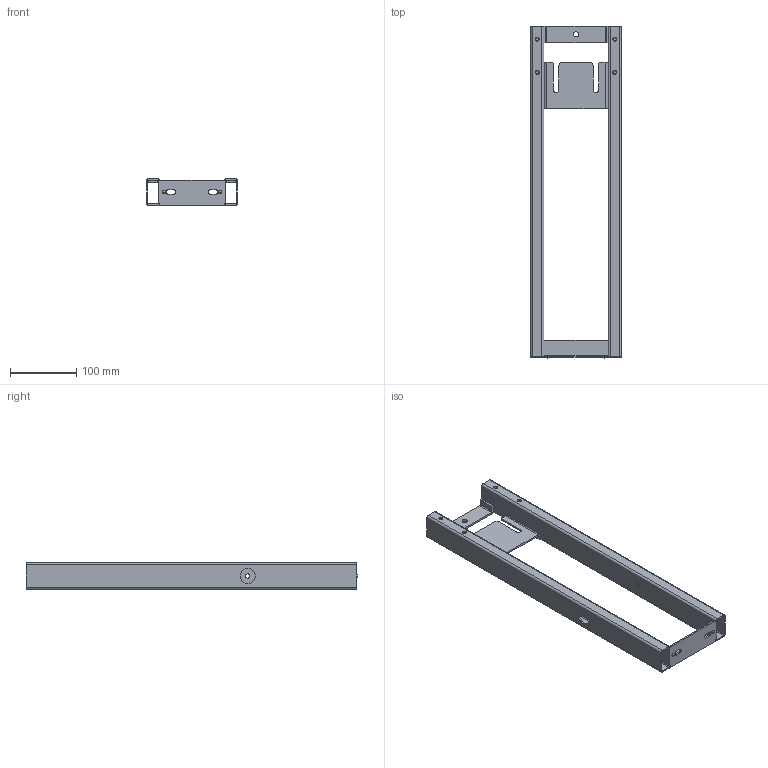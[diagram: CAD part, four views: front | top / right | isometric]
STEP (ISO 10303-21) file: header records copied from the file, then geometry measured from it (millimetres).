
FILE_DESCRIPTION((''),'2;1');
FILE_NAME('JC35TS-0431','2021-01-04T14:21:00',('Administrator'),('捷昌驱动'),'CREO PARAMETRIC BY PTC INC, 2018100','CREO PARAMETRIC BY PTC INC, 2018100','');
FILE_SCHEMA(('CONFIG_CONTROL_DESIGN'));
Length unit declared in the file: millimetre
Products named in the file (1): JC35TS-0431
Bounding box: 137 x 501.5 x 40 mm (x, y, z)
Volume: 258925.3 mm3; surface area: 249390 mm2
Topology: 1 solids, 5 shells, 134 faces, 394 edges, 258 vertices
Faces by surface type: plane 68, cylinder 58, sphere 8
Entity records: 4544 total; most frequent: DIRECTION 792, CARTESIAN_POINT 789, ORIENTED_EDGE 756, EDGE_CURVE 386, AXIS2_PLACEMENT_3D 274, VERTEX_POINT 258, VECTOR 244, LINE 244
